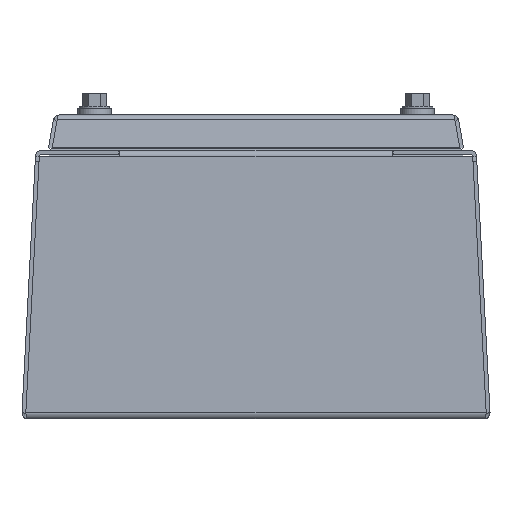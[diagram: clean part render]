
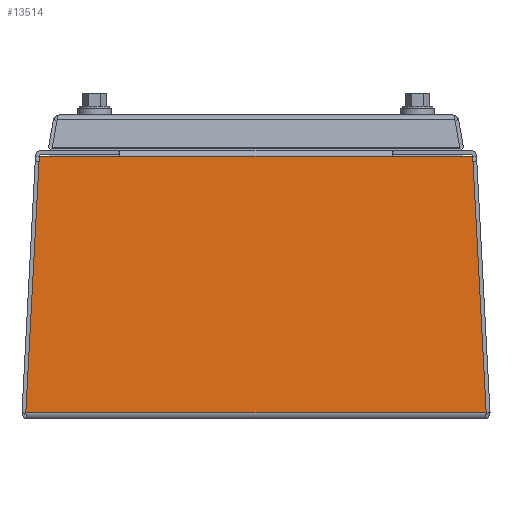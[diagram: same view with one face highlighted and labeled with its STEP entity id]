
A CAD part, left-side view. The second image highlights one B-rep face of the part: STEP entity #13514.
In plain terms, the highlighted planar face has unit normal (-0.999, 0, 0.052).
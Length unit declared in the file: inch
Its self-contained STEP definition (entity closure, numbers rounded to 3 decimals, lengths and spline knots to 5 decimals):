
#613 = CARTESIAN_POINT ( 'NONE',  ( -4.77021, -3.23017, 3.9185 ) ) ;
#748 = EDGE_LOOP ( 'NONE', ( #940, #2127, #10580, #19447, #3261, #2091 ) ) ;
#940 = ORIENTED_EDGE ( 'NONE', *, *, #2377, .T. ) ;
#943 = DIRECTION ( 'NONE',  ( 0.052, 0., 0.999 ) ) ;
#1009 = VECTOR ( 'NONE', #20548, 39.37008 ) ;
#1221 = LINE ( 'NONE', #4533, #19786 ) ;
#1611 = VERTEX_POINT ( 'NONE', #6827 ) ;
#2091 = ORIENTED_EDGE ( 'NONE', *, *, #2475, .T. ) ;
#2127 = ORIENTED_EDGE ( 'NONE', *, *, #19853, .T. ) ;
#2225 = EDGE_CURVE ( 'NONE', #10731, #12699, #1221, .T. ) ;
#2377 = EDGE_CURVE ( 'NONE', #14849, #14516, #12279, .T. ) ;
#2475 = EDGE_CURVE ( 'NONE', #7579, #14849, #18420, .T. ) ;
#2491 = DIRECTION ( 'NONE',  ( -0.052, 0.052, -0.997 ) ) ;
#2632 = CARTESIAN_POINT ( 'NONE',  ( -4.77021, -2.02773, 3.9185 ) ) ;
#3261 = ORIENTED_EDGE ( 'NONE', *, *, #19086, .F. ) ;
#3566 = CARTESIAN_POINT ( 'NONE',  ( -4.77021, 3.23017, 3.9185 ) ) ;
#3958 = CARTESIAN_POINT ( 'NONE',  ( -4.77021, -23.85702, 3.9185 ) ) ;
#4533 = CARTESIAN_POINT ( 'NONE',  ( -4.77021, 3.23017, 3.9185 ) ) ;
#4722 = DIRECTION ( 'NONE',  ( -0.999, 0., 0.052 ) ) ;
#5024 = CARTESIAN_POINT ( 'NONE',  ( -4.77021, -23.85702, 3.9185 ) ) ;
#6485 = LINE ( 'NONE', #5024, #1009 ) ;
#6827 = CARTESIAN_POINT ( 'NONE',  ( -4.77021, 2.02773, 3.9185 ) ) ;
#7579 = VERTEX_POINT ( 'NONE', #20334 ) ;
#7636 = VECTOR ( 'NONE', #8608, 39.37008 ) ;
#7679 = CARTESIAN_POINT ( 'NONE',  ( -4.97082, 3.43079, 0.0905 ) ) ;
#8608 = DIRECTION ( 'NONE',  ( 0., 1., 0. ) ) ;
#9489 = CARTESIAN_POINT ( 'NONE',  ( -4.97082, -3.43079, 0.0905 ) ) ;
#9717 = VECTOR ( 'NONE', #19830, 39.37008 ) ;
#10503 = DIRECTION ( 'NONE',  ( 0., 1., 0. ) ) ;
#10580 = ORIENTED_EDGE ( 'NONE', *, *, #12266, .T. ) ;
#10731 = VERTEX_POINT ( 'NONE', #3566 ) ;
#10732 = VECTOR ( 'NONE', #10503, 39.37008 ) ;
#11281 = CARTESIAN_POINT ( 'NONE',  ( -4.97082, -3.40194, 0.0905 ) ) ;
#11453 = FACE_OUTER_BOUND ( 'NONE', #748, .T. ) ;
#11727 = LINE ( 'NONE', #15514, #7636 ) ;
#12266 = EDGE_CURVE ( 'NONE', #1611, #10731, #6485, .T. ) ;
#12279 = LINE ( 'NONE', #3958, #10732 ) ;
#12699 = VERTEX_POINT ( 'NONE', #7679 ) ;
#13055 = PLANE ( 'NONE',  #18207 ) ;
#13514 = ADVANCED_FACE ( 'NONE', ( #11453 ), #13055, .T. ) ;
#14516 = VERTEX_POINT ( 'NONE', #2632 ) ;
#14849 = VERTEX_POINT ( 'NONE', #613 ) ;
#15514 = CARTESIAN_POINT ( 'NONE',  ( -4.77021, -23.85702, 3.9185 ) ) ;
#16387 = DIRECTION ( 'NONE',  ( 0.052, 0.052, 0.997 ) ) ;
#17298 = VECTOR ( 'NONE', #16387, 39.37008 ) ;
#18207 = AXIS2_PLACEMENT_3D ( 'NONE', #20221, #4722, #943 ) ;
#18420 = LINE ( 'NONE', #9489, #17298 ) ;
#19086 = EDGE_CURVE ( 'NONE', #7579, #12699, #21428, .T. ) ;
#19447 = ORIENTED_EDGE ( 'NONE', *, *, #2225, .T. ) ;
#19786 = VECTOR ( 'NONE', #2491, 39.37008 ) ;
#19830 = DIRECTION ( 'NONE',  ( 0., 1., 0. ) ) ;
#19853 = EDGE_CURVE ( 'NONE', #14516, #1611, #11727, .T. ) ;
#20221 = CARTESIAN_POINT ( 'NONE',  ( -4.97242, -23.85702, 0.05998 ) ) ;
#20334 = CARTESIAN_POINT ( 'NONE',  ( -4.97082, -3.43079, 0.0905 ) ) ;
#20548 = DIRECTION ( 'NONE',  ( 0., 1., 0. ) ) ;
#21428 = LINE ( 'NONE', #11281, #9717 ) ;
